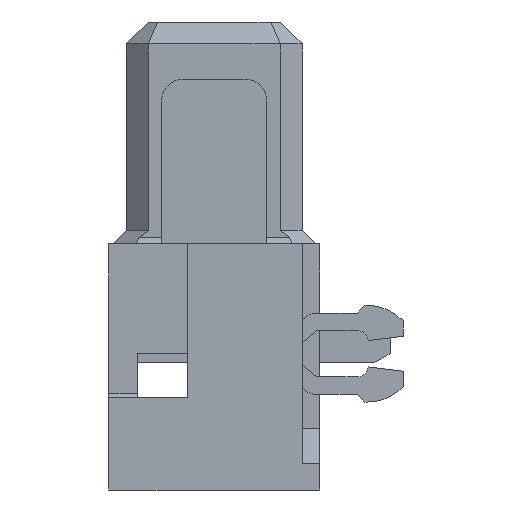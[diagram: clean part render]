
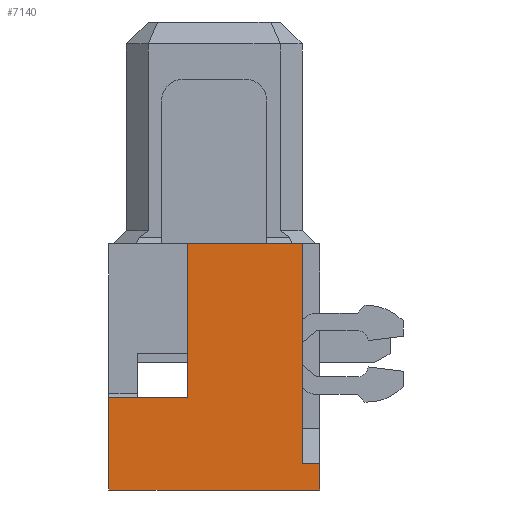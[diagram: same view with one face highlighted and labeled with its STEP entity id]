
A CAD part, left-side view. The second image highlights one B-rep face of the part: STEP entity #7140.
In plain terms, the highlighted planar face has unit normal (-1, 0, 0).
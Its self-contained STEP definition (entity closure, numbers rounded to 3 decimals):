
#100=DIRECTION('',(0.,0.,1.));
#101=VECTOR('',#100,0.6);
#102=CARTESIAN_POINT('',(-10.8,-2.4,-5.6));
#103=LINE('',#102,#101);
#124=DIRECTION('',(0.,1.,0.));
#125=VECTOR('',#124,2.6);
#126=CARTESIAN_POINT('',(-10.8,-2.,0.));
#127=LINE('',#126,#125);
#1362=DIRECTION('',(0.,0.,1.));
#1363=VECTOR('',#1362,2.1);
#1364=CARTESIAN_POINT('',(-10.8,2.4,-5.6));
#1365=LINE('',#1364,#1363);
#2258=DIRECTION('',(0.,0.,-1.));
#2259=VECTOR('',#2258,5.);
#2260=CARTESIAN_POINT('',(-10.8,-2.,0.));
#2261=LINE('',#2260,#2259);
#2262=DIRECTION('',(0.,1.,0.));
#2263=VECTOR('',#2262,0.4);
#2264=CARTESIAN_POINT('',(-10.8,-2.4,-5.));
#2265=LINE('',#2264,#2263);
#2266=DIRECTION('',(0.,1.,0.));
#2267=VECTOR('',#2266,4.8);
#2268=CARTESIAN_POINT('',(-10.8,-2.4,-5.6));
#2269=LINE('',#2268,#2267);
#2270=DIRECTION('',(0.,-1.,0.));
#2271=VECTOR('',#2270,1.8);
#2272=CARTESIAN_POINT('',(-10.8,2.4,-3.5));
#2273=LINE('',#2272,#2271);
#2274=DIRECTION('',(0.,0.,1.));
#2275=VECTOR('',#2274,3.5);
#2276=CARTESIAN_POINT('',(-10.8,0.6,-3.5));
#2277=LINE('',#2276,#2275);
#3109=CARTESIAN_POINT('',(-10.8,-2.4,-5.6));
#3111=VERTEX_POINT('',#3109);
#3122=CARTESIAN_POINT('',(-10.8,2.4,-5.6));
#3123=VERTEX_POINT('',#3122);
#3138=CARTESIAN_POINT('',(-10.8,0.6,-3.5));
#3139=CARTESIAN_POINT('',(-10.8,0.6,0.));
#3140=VERTEX_POINT('',#3138);
#3141=VERTEX_POINT('',#3139);
#3142=CARTESIAN_POINT('',(-10.8,2.4,-3.5));
#3143=VERTEX_POINT('',#3142);
#3280=CARTESIAN_POINT('',(-10.8,-2.4,-5.));
#3282=VERTEX_POINT('',#3280);
#3292=CARTESIAN_POINT('',(-10.8,-2.,0.));
#3293=CARTESIAN_POINT('',(-10.8,-2.,-5.));
#3294=VERTEX_POINT('',#3292);
#3295=VERTEX_POINT('',#3293);
#7123=CARTESIAN_POINT('',(-10.8,-2.4,-5.6));
#7124=DIRECTION('',(-1.,0.,0.));
#7125=DIRECTION('',(0.,0.,1.));
#7126=AXIS2_PLACEMENT_3D('',#7123,#7124,#7125);
#7127=PLANE('',#7126);
#7128=ORIENTED_EDGE('',*,*,#4258,.T.);
#7130=ORIENTED_EDGE('',*,*,#7129,.F.);
#7131=ORIENTED_EDGE('',*,*,#4091,.F.);
#7133=ORIENTED_EDGE('',*,*,#7132,.T.);
#7134=ORIENTED_EDGE('',*,*,#5734,.T.);
#7135=ORIENTED_EDGE('',*,*,#7097,.T.);
#7136=ORIENTED_EDGE('',*,*,#4339,.T.);
#7137=ORIENTED_EDGE('',*,*,#4126,.F.);
#7138=EDGE_LOOP('',(#7128,#7130,#7131,#7133,#7134,#7135,#7136,#7137));
#7139=FACE_OUTER_BOUND('',#7138,.F.);
#7140=ADVANCED_FACE('',(#7139),#7127,.T.);
#4091=EDGE_CURVE('',#3111,#3282,#103,.T.);
#4126=EDGE_CURVE('',#3294,#3141,#127,.T.);
#4258=EDGE_CURVE('',#3294,#3295,#2261,.T.);
#4339=EDGE_CURVE('',#3140,#3141,#2277,.T.);
#5734=EDGE_CURVE('',#3123,#3143,#1365,.T.);
#7097=EDGE_CURVE('',#3143,#3140,#2273,.T.);
#7129=EDGE_CURVE('',#3282,#3295,#2265,.T.);
#7132=EDGE_CURVE('',#3111,#3123,#2269,.T.);
